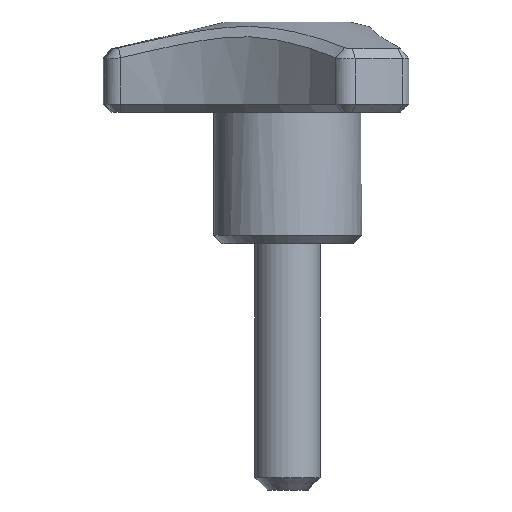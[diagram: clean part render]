
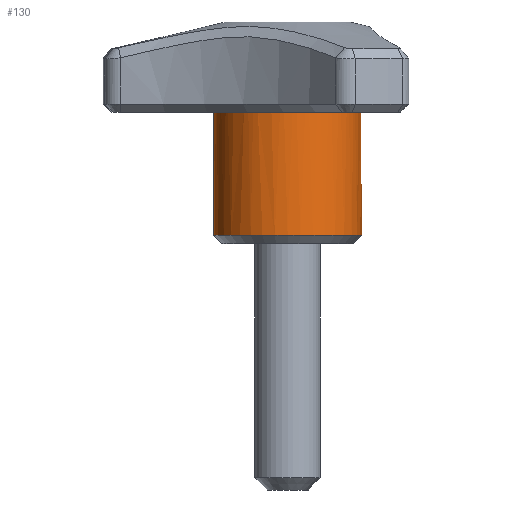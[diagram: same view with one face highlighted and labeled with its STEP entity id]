
A CAD part, left-side view. The second image highlights one B-rep face of the part: STEP entity #130.
In plain terms, the highlighted cylindrical face has radius 9 mm (diameter 18 mm), a full revolution.
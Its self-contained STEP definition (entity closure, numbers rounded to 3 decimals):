
#130 = ADVANCED_FACE( '', ( #294, #295 ), #296, .T. );
#294 = FACE_OUTER_BOUND( '', #528, .T. );
#295 = FACE_OUTER_BOUND( '', #529, .T. );
#296 = CYLINDRICAL_SURFACE( '', #530, 9. );
#528 = EDGE_LOOP( '', ( #887 ) );
#529 = EDGE_LOOP( '', ( #888, #889, #890, #891, #892, #893, #894, #895, #896, #897, #898, #899 ) );
#530 = AXIS2_PLACEMENT_3D( '', #900, #901, #902 );
#887 = ORIENTED_EDGE( '', *, *, #1219, .T. );
#888 = ORIENTED_EDGE( '', *, *, #1285, .F. );
#889 = ORIENTED_EDGE( '', *, *, #1286, .F. );
#890 = ORIENTED_EDGE( '', *, *, #1287, .T. );
#891 = ORIENTED_EDGE( '', *, *, #1288, .T. );
#892 = ORIENTED_EDGE( '', *, *, #1289, .F. );
#893 = ORIENTED_EDGE( '', *, *, #1290, .F. );
#894 = ORIENTED_EDGE( '', *, *, #1244, .T. );
#895 = ORIENTED_EDGE( '', *, *, #1291, .T. );
#896 = ORIENTED_EDGE( '', *, *, #1292, .F. );
#897 = ORIENTED_EDGE( '', *, *, #1262, .F. );
#898 = ORIENTED_EDGE( '', *, *, #1271, .T. );
#899 = ORIENTED_EDGE( '', *, *, #1293, .T. );
#900 = CARTESIAN_POINT( '', ( 0., 0., 57.15 ) );
#901 = DIRECTION( '', ( 0., 0., -1. ) );
#902 = DIRECTION( '', ( 1., 0., 0. ) );
#1219 = EDGE_CURVE( '', #1429, #1429, #1430, .T. );
#1244 = EDGE_CURVE( '', #1472, #1470, #1473, .T. );
#1262 = EDGE_CURVE( '', #1500, #1498, #1502, .T. );
#1271 = EDGE_CURVE( '', #1500, #1510, #1512, .T. );
#1285 = EDGE_CURVE( '', #1533, #1534, #1535, .T. );
#1286 = EDGE_CURVE( '', #1536, #1533, #1537, .T. );
#1287 = EDGE_CURVE( '', #1536, #1538, #1539, .T. );
#1288 = EDGE_CURVE( '', #1538, #1540, #1541, .T. );
#1289 = EDGE_CURVE( '', #1542, #1540, #1543, .T. );
#1290 = EDGE_CURVE( '', #1472, #1542, #1544, .T. );
#1291 = EDGE_CURVE( '', #1470, #1545, #1546, .T. );
#1292 = EDGE_CURVE( '', #1498, #1545, #1547, .T. );
#1293 = EDGE_CURVE( '', #1510, #1534, #1548, .T. );
#1429 = VERTEX_POINT( '', #1762 );
#1430 = CIRCLE( '', #1763, 9. );
#1470 = VERTEX_POINT( '', #1876 );
#1472 = VERTEX_POINT( '', #1878 );
#1473 = CIRCLE( '', #1879, 9. );
#1498 = VERTEX_POINT( '', #1908 );
#1500 = VERTEX_POINT( '', #1910 );
#1502 = LINE( '', #1912, #1913 );
#1510 = VERTEX_POINT( '', #1941 );
#1512 = CIRCLE( '', #1943, 9. );
#1533 = VERTEX_POINT( '', #2003 );
#1534 = VERTEX_POINT( '', #2004 );
#1535 = CIRCLE( '', #2005, 9. );
#1536 = VERTEX_POINT( '', #2006 );
#1537 = LINE( '', #2007, #2008 );
#1538 = VERTEX_POINT( '', #2009 );
#1539 = CIRCLE( '', #2010, 9. );
#1540 = VERTEX_POINT( '', #2011 );
#1541 = LINE( '', #2012, #2013 );
#1542 = VERTEX_POINT( '', #2014 );
#1543 = CIRCLE( '', #2015, 9. );
#1544 = LINE( '', #2016, #2017 );
#1545 = VERTEX_POINT( '', #2018 );
#1546 = LINE( '', #2019, #2020 );
#1547 = CIRCLE( '', #2021, 9. );
#1548 = LINE( '', #2022, #2023 );
#1762 = CARTESIAN_POINT( '', ( 9., 0., 1. ) );
#1763 = AXIS2_PLACEMENT_3D( '', #2384, #2385, #2386 );
#1876 = CARTESIAN_POINT( '', ( 0.998, -8.944, 23. ) );
#1878 = CARTESIAN_POINT( '', ( 8.245, 3.608, 23. ) );
#1879 = AXIS2_PLACEMENT_3D( '', #2417, #2418, #2419 );
#1908 = CARTESIAN_POINT( '', ( -0.998, -8.944, 16. ) );
#1910 = CARTESIAN_POINT( '', ( -0.998, -8.944, 23. ) );
#1912 = CARTESIAN_POINT( '', ( -0.998, -8.944, 23. ) );
#1913 = VECTOR( '', #2451, 1000. );
#1941 = CARTESIAN_POINT( '', ( -8.245, 3.608, 23. ) );
#1943 = AXIS2_PLACEMENT_3D( '', #2460, #2461, #2462 );
#2003 = CARTESIAN_POINT( '', ( -7.247, 5.337, 16. ) );
#2004 = CARTESIAN_POINT( '', ( -8.245, 3.608, 16. ) );
#2005 = AXIS2_PLACEMENT_3D( '', #2472, #2473, #2474 );
#2006 = CARTESIAN_POINT( '', ( -7.247, 5.337, 23. ) );
#2007 = CARTESIAN_POINT( '', ( -7.247, 5.337, 23. ) );
#2008 = VECTOR( '', #2475, 1000. );
#2009 = CARTESIAN_POINT( '', ( 7.247, 5.337, 23. ) );
#2010 = AXIS2_PLACEMENT_3D( '', #2476, #2477, #2478 );
#2011 = CARTESIAN_POINT( '', ( 7.247, 5.337, 16. ) );
#2012 = CARTESIAN_POINT( '', ( 7.247, 5.337, 23. ) );
#2013 = VECTOR( '', #2479, 1000. );
#2014 = CARTESIAN_POINT( '', ( 8.245, 3.608, 16. ) );
#2015 = AXIS2_PLACEMENT_3D( '', #2480, #2481, #2482 );
#2016 = CARTESIAN_POINT( '', ( 8.245, 3.608, 23. ) );
#2017 = VECTOR( '', #2483, 1000. );
#2018 = CARTESIAN_POINT( '', ( 0.998, -8.944, 16. ) );
#2019 = CARTESIAN_POINT( '', ( 0.998, -8.944, 23. ) );
#2020 = VECTOR( '', #2484, 1000. );
#2021 = AXIS2_PLACEMENT_3D( '', #2485, #2486, #2487 );
#2022 = CARTESIAN_POINT( '', ( -8.245, 3.608, 23. ) );
#2023 = VECTOR( '', #2488, 1000. );
#2384 = CARTESIAN_POINT( '', ( 0., 0., 1. ) );
#2385 = DIRECTION( '', ( 0., 0., 1. ) );
#2386 = DIRECTION( '', ( 1., 0., 0. ) );
#2417 = CARTESIAN_POINT( '', ( 0., 0., 23. ) );
#2418 = DIRECTION( '', ( 0., 0., -1. ) );
#2419 = DIRECTION( '', ( 0., 1., 0. ) );
#2451 = DIRECTION( '', ( 0., 0., -1. ) );
#2460 = CARTESIAN_POINT( '', ( 0., 0., 23. ) );
#2461 = DIRECTION( '', ( 0., 0., -1. ) );
#2462 = DIRECTION( '', ( 0., 1., 0. ) );
#2472 = CARTESIAN_POINT( '', ( 0., 0., 16. ) );
#2473 = DIRECTION( '', ( 0., 0., 1. ) );
#2474 = DIRECTION( '', ( 1., 0., 0. ) );
#2475 = DIRECTION( '', ( 0., 0., -1. ) );
#2476 = CARTESIAN_POINT( '', ( 0., 0., 23. ) );
#2477 = DIRECTION( '', ( 0., 0., -1. ) );
#2478 = DIRECTION( '', ( 0., -1., 0. ) );
#2479 = DIRECTION( '', ( 0., 0., -1. ) );
#2480 = CARTESIAN_POINT( '', ( 0., 0., 16. ) );
#2481 = DIRECTION( '', ( 0., 0., 1. ) );
#2482 = DIRECTION( '', ( 1., 0., 0. ) );
#2483 = DIRECTION( '', ( 0., 0., -1. ) );
#2484 = DIRECTION( '', ( 0., 0., -1. ) );
#2485 = CARTESIAN_POINT( '', ( 0., 0., 16. ) );
#2486 = DIRECTION( '', ( 0., 0., 1. ) );
#2487 = DIRECTION( '', ( 1., 0., 0. ) );
#2488 = DIRECTION( '', ( 0., 0., -1. ) );
